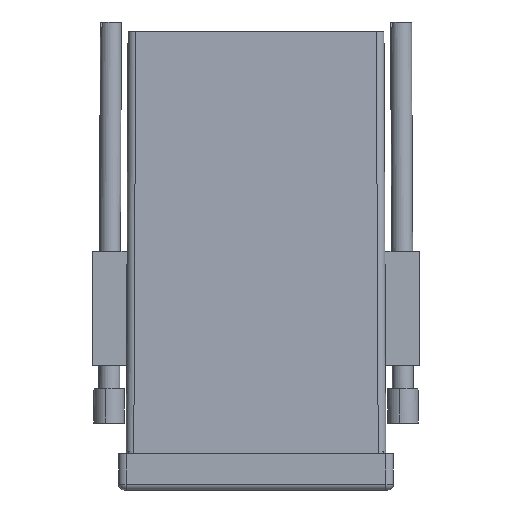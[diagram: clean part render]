
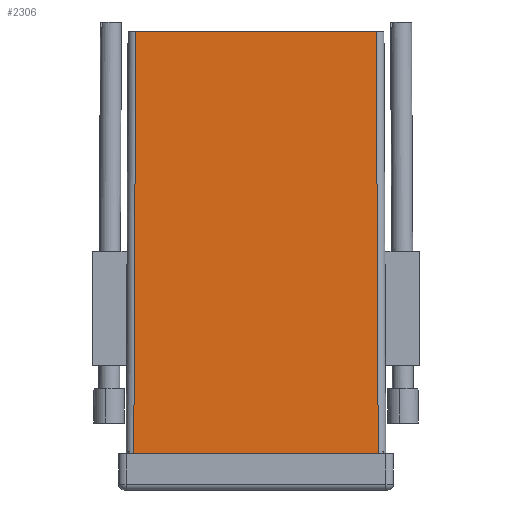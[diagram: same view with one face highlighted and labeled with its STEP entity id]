
A CAD part, front view. The second image highlights one B-rep face of the part: STEP entity #2306.
In plain terms, the highlighted planar face has unit normal (0, -1, 0.004).
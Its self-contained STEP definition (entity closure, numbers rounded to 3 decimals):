
#565 = CARTESIAN_POINT ( 'NONE',  ( 31.5, -33.5, 0. ) ) ;
#773 = VECTOR ( 'NONE', #4482, 1000. ) ;
#793 = VECTOR ( 'NONE', #9024, 1000. ) ;
#998 = DIRECTION ( 'NONE',  ( 0., -0.005, -1. ) ) ;
#1232 = EDGE_CURVE ( 'NONE', #2144, #7791, #7178, .T. ) ;
#1240 = EDGE_LOOP ( 'NONE', ( #1711, #7960, #9911, #1696 ) ) ;
#1592 = VERTEX_POINT ( 'NONE', #565 ) ;
#1696 = ORIENTED_EDGE ( 'NONE', *, *, #1232, .T. ) ;
#1711 = ORIENTED_EDGE ( 'NONE', *, *, #8446, .T. ) ;
#1805 = CARTESIAN_POINT ( 'NONE',  ( 32., -34., -110.5 ) ) ;
#2094 = CARTESIAN_POINT ( 'NONE',  ( 31.499, -33.499, 0.294 ) ) ;
#2144 = VERTEX_POINT ( 'NONE', #8441 ) ;
#2306 = ADVANCED_FACE ( 'NONE', ( #5268 ), #9672, .T. ) ;
#2519 = CARTESIAN_POINT ( 'NONE',  ( -32., -34., -110.5 ) ) ;
#3312 = EDGE_CURVE ( 'NONE', #2144, #1592, #9022, .T. ) ;
#3397 = CARTESIAN_POINT ( 'NONE',  ( -33.5, -34., -110.5 ) ) ;
#4148 = DIRECTION ( 'NONE',  ( 0., -1., 0.005 ) ) ;
#4192 = LINE ( 'NONE', #2094, #773 ) ;
#4482 = DIRECTION ( 'NONE',  ( -0.005, 0.005, 1. ) ) ;
#4761 = VECTOR ( 'NONE', #5649, 1000. ) ;
#4892 = CARTESIAN_POINT ( 'NONE',  ( -31.5, -33.5, -0.009 ) ) ;
#5268 = FACE_OUTER_BOUND ( 'NONE', #1240, .T. ) ;
#5649 = DIRECTION ( 'NONE',  ( 1., 0., 0. ) ) ;
#5688 = CARTESIAN_POINT ( 'NONE',  ( -33.5, -33.5, 0. ) ) ;
#5726 = VERTEX_POINT ( 'NONE', #1805 ) ;
#6298 = EDGE_CURVE ( 'NONE', #5726, #1592, #4192, .T. ) ;
#7178 = LINE ( 'NONE', #4892, #9964 ) ;
#7376 = DIRECTION ( 'NONE',  ( -0.005, -0.005, -1. ) ) ;
#7404 = AXIS2_PLACEMENT_3D ( 'NONE', #8073, #4148, #998 ) ;
#7791 = VERTEX_POINT ( 'NONE', #2519 ) ;
#7960 = ORIENTED_EDGE ( 'NONE', *, *, #6298, .T. ) ;
#8073 = CARTESIAN_POINT ( 'NONE',  ( -33.5, -33.5, 0. ) ) ;
#8441 = CARTESIAN_POINT ( 'NONE',  ( -31.5, -33.5, 0. ) ) ;
#8446 = EDGE_CURVE ( 'NONE', #7791, #5726, #9625, .T. ) ;
#9022 = LINE ( 'NONE', #5688, #4761 ) ;
#9024 = DIRECTION ( 'NONE',  ( 1., 0., 0. ) ) ;
#9625 = LINE ( 'NONE', #3397, #793 ) ;
#9672 = PLANE ( 'NONE',  #7404 ) ;
#9911 = ORIENTED_EDGE ( 'NONE', *, *, #3312, .F. ) ;
#9964 = VECTOR ( 'NONE', #7376, 1000. ) ;
